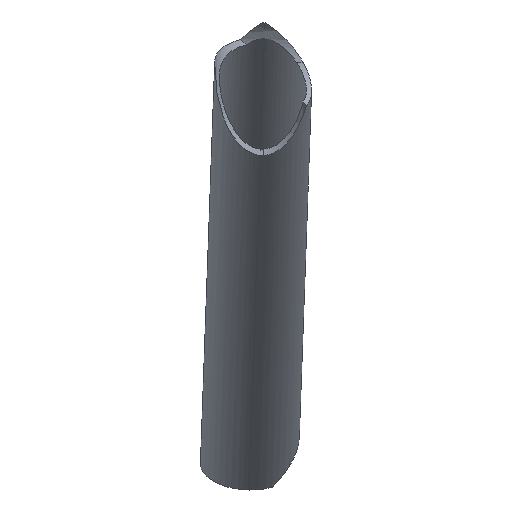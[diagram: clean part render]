
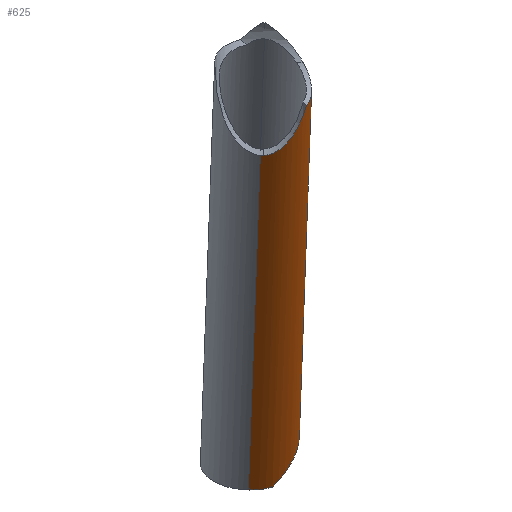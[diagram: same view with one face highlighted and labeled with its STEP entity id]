
A CAD part, top view. The second image highlights one B-rep face of the part: STEP entity #625.
In plain terms, the highlighted cylindrical face has radius 14 mm (diameter 28 mm), a partial arc.
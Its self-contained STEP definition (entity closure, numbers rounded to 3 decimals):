
#61=CARTESIAN_POINT('Vertex',(-2281.191,277.649,93.621)) ;
#160=CARTESIAN_POINT('Vertex',(-2282.136,277.666,93.653)) ;
#164=CARTESIAN_POINT('Control Point',(-2281.191,277.649,93.621)) ;
#165=CARTESIAN_POINT('Control Point',(-2281.506,277.635,93.621)) ;
#166=CARTESIAN_POINT('Control Point',(-2281.822,277.64,93.632)) ;
#167=CARTESIAN_POINT('Control Point',(-2282.136,277.666,93.653)) ;
#185=CARTESIAN_POINT('Control Point',(-2268.928,291.983,100.866)) ;
#186=CARTESIAN_POINT('Control Point',(-2269.304,290.671,100.185)) ;
#187=CARTESIAN_POINT('Control Point',(-2269.736,289.372,99.512)) ;
#188=CARTESIAN_POINT('Control Point',(-2270.231,288.091,98.85)) ;
#189=CARTESIAN_POINT('Control Point',(-2271.404,285.474,97.501)) ;
#190=CARTESIAN_POINT('Control Point',(-2272.94,283.006,96.239)) ;
#191=CARTESIAN_POINT('Control Point',(-2273.847,281.787,95.62)) ;
#192=CARTESIAN_POINT('Control Point',(-2275.628,279.856,94.647)) ;
#193=CARTESIAN_POINT('Control Point',(-2277.917,278.436,93.955)) ;
#194=CARTESIAN_POINT('Control Point',(-2278.949,277.968,93.734)) ;
#195=CARTESIAN_POINT('Control Point',(-2280.065,277.701,93.621)) ;
#196=CARTESIAN_POINT('Control Point',(-2281.191,277.649,93.621)) ;
#197=CARTESIAN_POINT('Vertex',(-2268.928,291.983,100.866)) ;
#238=CARTESIAN_POINT('Control Point',(-2268.928,291.983,100.866)) ;
#239=CARTESIAN_POINT('Control Point',(-2268.628,292.313,100.268)) ;
#240=CARTESIAN_POINT('Control Point',(-2268.358,292.685,99.678)) ;
#241=CARTESIAN_POINT('Control Point',(-2268.123,293.102,99.101)) ;
#242=CARTESIAN_POINT('Control Point',(-2267.679,294.154,97.828)) ;
#243=CARTESIAN_POINT('Control Point',(-2267.463,295.419,96.691)) ;
#244=CARTESIAN_POINT('Control Point',(-2267.422,296.191,96.109)) ;
#245=CARTESIAN_POINT('Control Point',(-2267.525,298.215,94.846)) ;
#246=CARTESIAN_POINT('Control Point',(-2268.102,300.412,94.05)) ;
#247=CARTESIAN_POINT('Control Point',(-2268.595,301.728,93.757)) ;
#248=CARTESIAN_POINT('Control Point',(-2269.197,303.01,93.621)) ;
#249=CARTESIAN_POINT('Control Point',(-2269.883,304.246,93.621)) ;
#250=CARTESIAN_POINT('Vertex',(-2269.883,304.246,93.621)) ;
#287=CARTESIAN_POINT('Control Point',(-2280.789,315.547,99.357)) ;
#288=CARTESIAN_POINT('Control Point',(-2278.391,314.102,97.381)) ;
#289=CARTESIAN_POINT('Control Point',(-2276.,312.216,95.717)) ;
#290=CARTESIAN_POINT('Control Point',(-2273.706,309.961,94.426)) ;
#291=CARTESIAN_POINT('Control Point',(-2271.547,307.243,93.621)) ;
#292=CARTESIAN_POINT('Control Point',(-2269.883,304.246,93.621)) ;
#293=CARTESIAN_POINT('Vertex',(-2280.789,315.547,99.357)) ;
#404=CARTESIAN_POINT('Vertex',(-2284.848,201.4,-66.731)) ;
#408=CARTESIAN_POINT('Control Point',(-2284.848,201.4,-66.731)) ;
#409=CARTESIAN_POINT('Control Point',(-2283.423,202.157,-65.558)) ;
#410=CARTESIAN_POINT('Control Point',(-2282.002,202.769,-64.288)) ;
#411=CARTESIAN_POINT('Control Point',(-2280.6,203.227,-62.935)) ;
#412=CARTESIAN_POINT('Control Point',(-2277.965,203.783,-60.184)) ;
#413=CARTESIAN_POINT('Control Point',(-2275.55,203.611,-57.194)) ;
#414=CARTESIAN_POINT('Control Point',(-2274.461,203.34,-55.713)) ;
#415=CARTESIAN_POINT('Control Point',(-2272.861,202.521,-53.246)) ;
#416=CARTESIAN_POINT('Control Point',(-2271.737,201.013,-50.874)) ;
#417=CARTESIAN_POINT('Control Point',(-2271.388,200.312,-49.977)) ;
#418=CARTESIAN_POINT('Control Point',(-2270.949,198.789,-48.408)) ;
#419=CARTESIAN_POINT('Control Point',(-2270.943,196.959,-47.144)) ;
#420=CARTESIAN_POINT('Control Point',(-2271.041,196.054,-46.638)) ;
#421=CARTESIAN_POINT('Control Point',(-2271.42,194.207,-45.819)) ;
#422=CARTESIAN_POINT('Control Point',(-2272.115,192.33,-45.356)) ;
#423=CARTESIAN_POINT('Control Point',(-2272.525,191.41,-45.211)) ;
#424=CARTESIAN_POINT('Control Point',(-2272.988,190.51,-45.143)) ;
#425=CARTESIAN_POINT('Control Point',(-2273.493,189.635,-45.143)) ;
#426=CARTESIAN_POINT('Vertex',(-2273.493,189.635,-45.143)) ;
#494=CARTESIAN_POINT('Control Point',(-2278.682,183.051,-46.788)) ;
#495=CARTESIAN_POINT('Control Point',(-2277.237,184.459,-46.037)) ;
#496=CARTESIAN_POINT('Control Point',(-2275.856,186.03,-45.474)) ;
#497=CARTESIAN_POINT('Control Point',(-2274.571,187.771,-45.143)) ;
#498=CARTESIAN_POINT('Control Point',(-2273.493,189.635,-45.143)) ;
#499=CARTESIAN_POINT('Vertex',(-2278.682,183.051,-46.788)) ;
#529=CARTESIAN_POINT('Line Origine',(-2283.638,235.412,32.172)) ;
#533=CARTESIAN_POINT('Vertex',(-2285.528,182.275,-45.145)) ;
#536=CARTESIAN_POINT('Line Origine',(-2282.819,258.469,16.306)) ;
#593=CARTESIAN_POINT('Axis2P3D Location',(-2283.229,246.941,24.239)) ;
#599=CARTESIAN_POINT('Control Point',(-2285.528,182.275,-45.145)) ;
#600=CARTESIAN_POINT('Control Point',(-2285.44,182.273,-45.144)) ;
#601=CARTESIAN_POINT('Control Point',(-2285.353,182.271,-45.143)) ;
#602=CARTESIAN_POINT('Control Point',(-2285.266,182.27,-45.143)) ;
#603=CARTESIAN_POINT('Vertex',(-2285.266,182.27,-45.143)) ;
#607=CARTESIAN_POINT('Control Point',(-2278.682,183.051,-46.788)) ;
#608=CARTESIAN_POINT('Control Point',(-2280.167,182.653,-45.996)) ;
#609=CARTESIAN_POINT('Control Point',(-2281.805,182.376,-45.429)) ;
#610=CARTESIAN_POINT('Control Point',(-2283.537,182.248,-45.143)) ;
#611=CARTESIAN_POINT('Control Point',(-2285.266,182.27,-45.143)) ;
#530=DIRECTION('Vector Direction',(-0.02,-0.566,-0.824)) ;
#537=DIRECTION('Vector Direction',(-0.02,-0.566,-0.824)) ;
#594=DIRECTION('Axis2P3D Direction',(-0.02,-0.566,-0.824)) ;
#595=DIRECTION('Axis2P3D XDirection',(0.029,0.823,-0.567)) ;
#596=AXIS2_PLACEMENT_3D('Cylinder Axis2P3D',#593,#594,#595) ;
#614=ORIENTED_EDGE('',*,*,#501,.T.) ;
#615=ORIENTED_EDGE('',*,*,#428,.F.) ;
#616=ORIENTED_EDGE('',*,*,#540,.F.) ;
#617=ORIENTED_EDGE('',*,*,#295,.T.) ;
#618=ORIENTED_EDGE('',*,*,#252,.F.) ;
#619=ORIENTED_EDGE('',*,*,#199,.T.) ;
#620=ORIENTED_EDGE('',*,*,#168,.T.) ;
#621=ORIENTED_EDGE('',*,*,#535,.T.) ;
#622=ORIENTED_EDGE('',*,*,#605,.T.) ;
#623=ORIENTED_EDGE('',*,*,#612,.F.) ;
#531=VECTOR('Line Direction',#530,1.) ;
#538=VECTOR('Line Direction',#537,1.) ;
#625=ADVANCED_FACE('Corps principal',(#624),#597,.T.) ;
#163=B_SPLINE_CURVE_WITH_KNOTS('',3,(#164,#165,#166,#167),.UNSPECIFIED.,.F.,.U.,(4,4),(0.,1.339),.UNSPECIFIED.) ;
#184=B_SPLINE_CURVE_WITH_KNOTS('',5,(#185,#186,#187,#188,#189,#190,#191,#192,#193,#194,#195,#196),.UNSPECIFIED.,.F.,.U.,(6,3,3,6),(20.599,31.395,42.965,50.935),.UNSPECIFIED.) ;
#237=B_SPLINE_CURVE_WITH_KNOTS('',5,(#238,#239,#240,#241,#242,#243,#244,#245,#246,#247,#248,#249),.UNSPECIFIED.,.F.,.U.,(6,3,3,6),(28.631,33.902,40.68,50.675),.UNSPECIFIED.) ;
#286=B_SPLINE_CURVE_WITH_KNOTS('',5,(#287,#288,#289,#290,#291,#292),.UNSPECIFIED.,.F.,.U.,(6,6),(0.,24.235),.UNSPECIFIED.) ;
#407=B_SPLINE_CURVE_WITH_KNOTS('',5,(#408,#409,#410,#411,#412,#413,#414,#415,#416,#417,#418,#419,#420,#421,#422,#423,#424,#425),.UNSPECIFIED.,.F.,.U.,(6,3,3,3,3,6),(0.,14.104,27.065,35.379,42.665,49.811),.UNSPECIFIED.) ;
#493=B_SPLINE_CURVE_WITH_KNOTS('',4,(#494,#495,#496,#497,#498),.UNSPECIFIED.,.F.,.U.,(5,5),(13.872,26.053),.UNSPECIFIED.) ;
#598=B_SPLINE_CURVE_WITH_KNOTS('',3,(#599,#600,#601,#602),.UNSPECIFIED.,.F.,.U.,(4,4),(0.,0.37),.UNSPECIFIED.) ;
#606=B_SPLINE_CURVE_WITH_KNOTS('',4,(#607,#608,#609,#610,#611),.UNSPECIFIED.,.F.,.U.,(5,5),(24.699,34.48),.UNSPECIFIED.) ;
#597=CYLINDRICAL_SURFACE('generated cylinder',#596,14.) ;
#168=EDGE_CURVE('',#62,#161,#163,.T.) ;
#199=EDGE_CURVE('',#198,#62,#184,.T.) ;
#252=EDGE_CURVE('',#198,#251,#237,.T.) ;
#295=EDGE_CURVE('',#294,#251,#286,.T.) ;
#428=EDGE_CURVE('',#405,#427,#407,.T.) ;
#501=EDGE_CURVE('',#500,#427,#493,.T.) ;
#535=EDGE_CURVE('',#161,#534,#532,.T.) ;
#540=EDGE_CURVE('',#294,#405,#539,.T.) ;
#605=EDGE_CURVE('',#534,#604,#598,.T.) ;
#612=EDGE_CURVE('',#500,#604,#606,.T.) ;
#613=EDGE_LOOP('',(#614,#615,#616,#617,#618,#619,#620,#621,#622,#623)) ;
#624=FACE_OUTER_BOUND('',#613,.T.) ;
#532=LINE('Line',#529,#531) ;
#539=LINE('Line',#536,#538) ;
#62=VERTEX_POINT('',#61) ;
#161=VERTEX_POINT('',#160) ;
#198=VERTEX_POINT('',#197) ;
#251=VERTEX_POINT('',#250) ;
#294=VERTEX_POINT('',#293) ;
#405=VERTEX_POINT('',#404) ;
#427=VERTEX_POINT('',#426) ;
#500=VERTEX_POINT('',#499) ;
#534=VERTEX_POINT('',#533) ;
#604=VERTEX_POINT('',#603) ;
